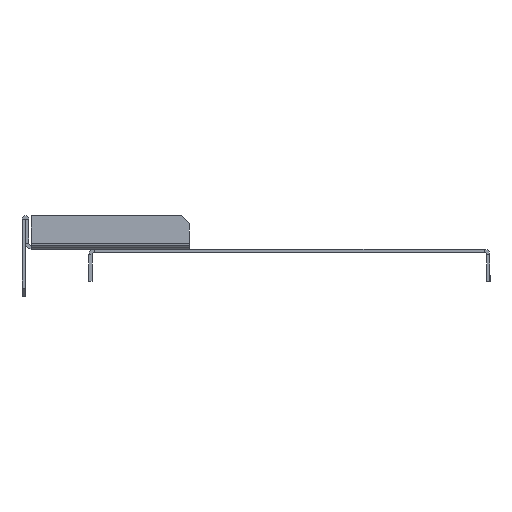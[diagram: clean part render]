
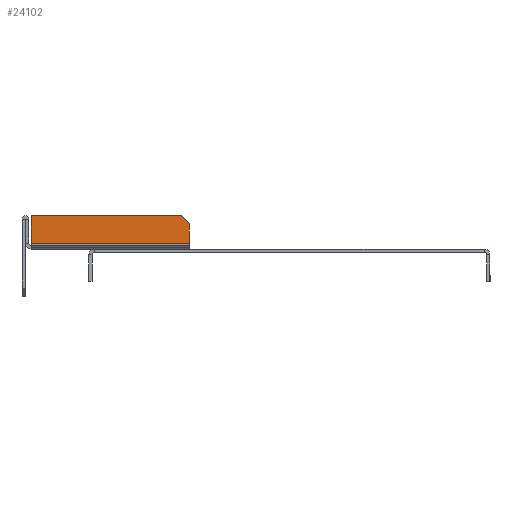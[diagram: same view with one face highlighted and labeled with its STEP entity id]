
A CAD part, left-side view. The second image highlights one B-rep face of the part: STEP entity #24102.
In plain terms, the highlighted face is planar.
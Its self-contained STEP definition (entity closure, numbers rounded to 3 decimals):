
#301 = VECTOR ( 'NONE', #19395, 1000. ) ;
#492 = LINE ( 'NONE', #38860, #27612 ) ;
#505 = VERTEX_POINT ( 'NONE', #667 ) ;
#667 = CARTESIAN_POINT ( 'NONE',  ( 0., 0., -59.6 ) ) ;
#872 = LINE ( 'NONE', #28203, #14679 ) ;
#987 = ORIENTED_EDGE ( 'NONE', *, *, #13512, .T. ) ;
#2134 = VECTOR ( 'NONE', #34376, 1000. ) ;
#3408 = VERTEX_POINT ( 'NONE', #23590 ) ;
#3640 = DIRECTION ( 'NONE',  ( 0., 0., 1. ) ) ;
#4025 = EDGE_CURVE ( 'NONE', #26057, #3408, #36312, .T. ) ;
#4048 = DIRECTION ( 'NONE',  ( 1., 0., 0. ) ) ;
#5830 = EDGE_CURVE ( 'NONE', #505, #22255, #492, .T. ) ;
#7244 = CARTESIAN_POINT ( 'NONE',  ( 0., 0., -59.6 ) ) ;
#8659 = AXIS2_PLACEMENT_3D ( 'NONE', #33032, #15349, #24197 ) ;
#9443 = FACE_OUTER_BOUND ( 'NONE', #25314, .T. ) ;
#10272 = EDGE_CURVE ( 'NONE', #22255, #17096, #16440, .T. ) ;
#12694 = EDGE_CURVE ( 'NONE', #26057, #17096, #872, .T. ) ;
#12919 = CARTESIAN_POINT ( 'NONE',  ( 0., 0., -3.5 ) ) ;
#13512 = EDGE_CURVE ( 'NONE', #3408, #505, #25138, .T. ) ;
#14679 = VECTOR ( 'NONE', #3640, 1000. ) ;
#15349 = DIRECTION ( 'NONE',  ( 0., 1., 0. ) ) ;
#16331 = VECTOR ( 'NONE', #4048, 1000. ) ;
#16440 = LINE ( 'NONE', #12919, #301 ) ;
#17096 = VERTEX_POINT ( 'NONE', #24182 ) ;
#19395 = DIRECTION ( 'NONE',  ( -1., 0., 0. ) ) ;
#20757 = CARTESIAN_POINT ( 'NONE',  ( -10.2, 0., -62.6 ) ) ;
#22255 = VERTEX_POINT ( 'NONE', #24666 ) ;
#22956 = ORIENTED_EDGE ( 'NONE', *, *, #4025, .T. ) ;
#23590 = CARTESIAN_POINT ( 'NONE',  ( -3., 0., -62.6 ) ) ;
#23696 = ORIENTED_EDGE ( 'NONE', *, *, #10272, .T. ) ;
#24102 = ADVANCED_FACE ( 'NONE', ( #9443 ), #35796, .F. ) ;
#24182 = CARTESIAN_POINT ( 'NONE',  ( -10.2, 0., -3.5 ) ) ;
#24197 = DIRECTION ( 'NONE',  ( -1., 0., 0. ) ) ;
#24666 = CARTESIAN_POINT ( 'NONE',  ( 0., 0., -3.5 ) ) ;
#25138 = LINE ( 'NONE', #7244, #2134 ) ;
#25314 = EDGE_LOOP ( 'NONE', ( #22956, #987, #32968, #23696, #29739 ) ) ;
#26057 = VERTEX_POINT ( 'NONE', #20757 ) ;
#27612 = VECTOR ( 'NONE', #30572, 1000. ) ;
#27639 = CARTESIAN_POINT ( 'NONE',  ( 0., 0., -62.6 ) ) ;
#28203 = CARTESIAN_POINT ( 'NONE',  ( -10.2, 0., -3.5 ) ) ;
#29739 = ORIENTED_EDGE ( 'NONE', *, *, #12694, .F. ) ;
#30572 = DIRECTION ( 'NONE',  ( 0., 0., 1. ) ) ;
#32968 = ORIENTED_EDGE ( 'NONE', *, *, #5830, .T. ) ;
#33032 = CARTESIAN_POINT ( 'NONE',  ( 0., 0., 0. ) ) ;
#34376 = DIRECTION ( 'NONE',  ( 0.707, 0., 0.707 ) ) ;
#35796 = PLANE ( 'NONE',  #8659 ) ;
#36312 = LINE ( 'NONE', #27639, #16331 ) ;
#38860 = CARTESIAN_POINT ( 'NONE',  ( 0., 0., 0. ) ) ;
